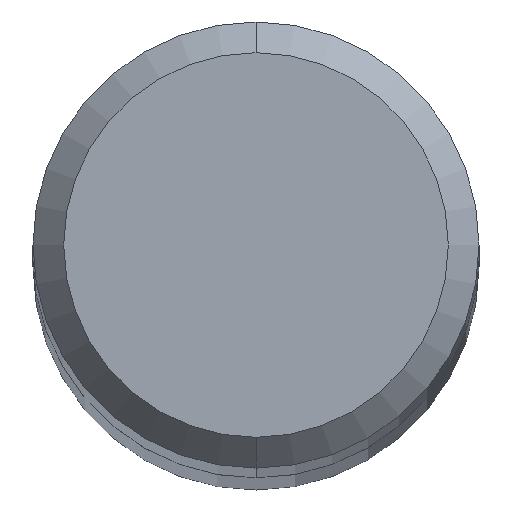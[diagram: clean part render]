
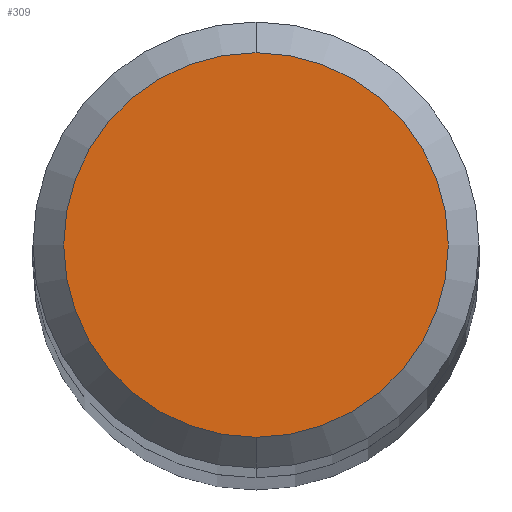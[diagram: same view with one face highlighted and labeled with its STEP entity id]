
A CAD part, top view. The second image highlights one B-rep face of the part: STEP entity #309.
In plain terms, the highlighted planar face has unit normal (0, 0, 1).
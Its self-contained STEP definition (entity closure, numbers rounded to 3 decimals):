
#187=EDGE_CURVE('',#223,#227,#465,.T.);
#223=VERTEX_POINT('',#504);
#227=VERTEX_POINT('',#509);
#309=ADVANCED_FACE('',(#599),#600,.T.);
#315=EDGE_CURVE('',#227,#223,#606,.T.);
#465=CIRCLE('',#791,2.5);
#504=CARTESIAN_POINT('',(0.0,2.5,0.0));
#509=CARTESIAN_POINT('',(0.,-2.5,0.0));
#599=FACE_OUTER_BOUND('',#1089,.T.);
#600=PLANE('',#1090);
#606=CIRCLE('',#1097,2.5);
#791=AXIS2_PLACEMENT_3D('',#1340,#1341,#1342);
#1089=EDGE_LOOP('',(#1489,#1490));
#1090=AXIS2_PLACEMENT_3D('',#1491,#1492,#1493);
#1097=AXIS2_PLACEMENT_3D('',#1494,#1495,#1496);
#1340=CARTESIAN_POINT('',(0.0,0.0,0.0));
#1341=DIRECTION('',(0.0,0.0,-1.0));
#1342=DIRECTION('',(0.0,1.0,0.0));
#1489=ORIENTED_EDGE('',*,*,#187,.F.);
#1490=ORIENTED_EDGE('',*,*,#315,.F.);
#1491=CARTESIAN_POINT('',(0.0,1.25,0.0));
#1492=DIRECTION('',(-0.0,0.0,1.0));
#1493=DIRECTION('',(0.0,-1.0,0.0));
#1494=CARTESIAN_POINT('',(0.0,0.0,0.0));
#1495=DIRECTION('',(0.0,0.0,-1.0));
#1496=DIRECTION('',(0.0,1.0,0.0));
